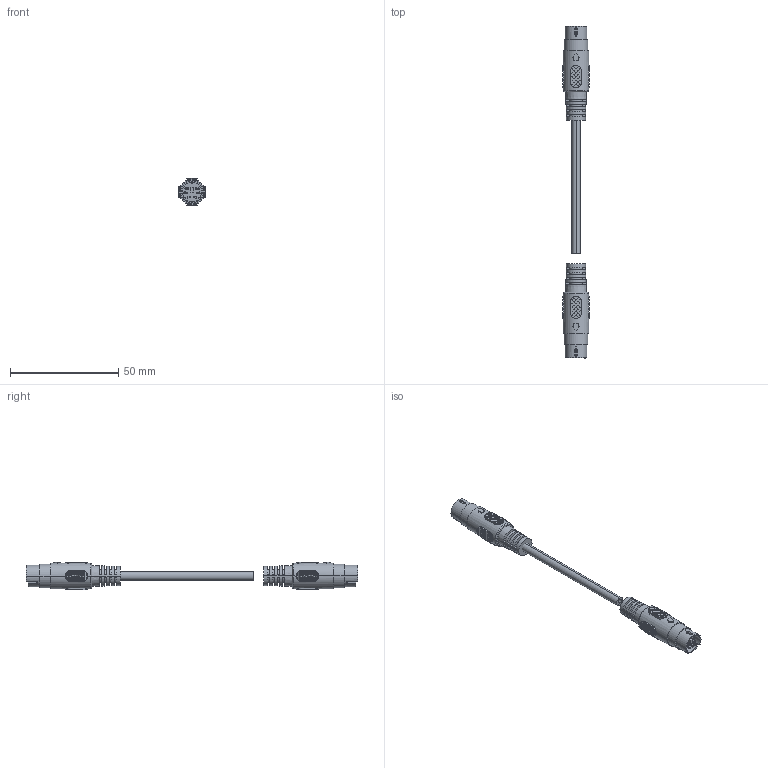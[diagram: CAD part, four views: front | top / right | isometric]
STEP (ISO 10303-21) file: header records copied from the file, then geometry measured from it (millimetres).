
FILE_DESCRIPTION (( 'STEP AP214' ), '1' );
FILE_NAME ('DK226MM.STEP', '2019-07-15T16:32:38', ( '' ), ( '' ), 'SwSTEP 2.0', 'SolidWorks 2018', '' );
FILE_SCHEMA (( 'AUTOMOTIVE_DESIGN' ));
Length unit declared in the file: inch
Products named in the file (5): 3AB07-024; 3AB07-004 ; DK226MM; 3AC03-028_3" long; MTN-018
Assembly tree (5 placements, depth 3):
  DK226MM
    3AC03-028_3" long
    3AB07-024  x2
      3AB07-004 
      MTN-018
Bounding box: 12.7 x 153.67 x 12.82 mm (x, y, z)
Volume: 8140.6 mm3; surface area: 6028.4 mm2
Topology: 5 solids, 5 shells, 1127 faces, 2885 edges, 1902 vertices
Faces by surface type: plane 894, cylinder 107, bspline 86, torus 36, cone 4
Entity records: 20299 total; most frequent: CARTESIAN_POINT 5998, ORIENTED_EDGE 2912, DIRECTION 2529, EDGE_CURVE 1456, LINE 1083, VECTOR 1083, VERTEX_POINT 960, AXIS2_PLACEMENT_3D 723
